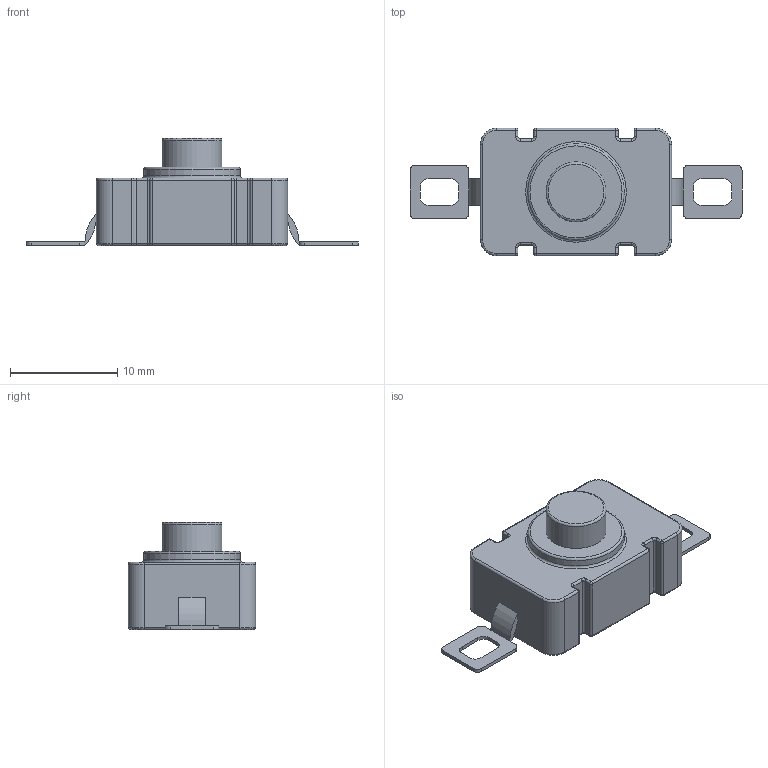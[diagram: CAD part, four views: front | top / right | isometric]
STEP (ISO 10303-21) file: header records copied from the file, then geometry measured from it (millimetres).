
FILE_DESCRIPTION(/* description */ (''),/* implementation_level */ '2;1');
FILE_NAME(/* name */ 'kan28 v10.step',/* time_stamp */ '2018-11-13T10:19:52+01:00',/* author */ (''),/* organization */ (''),/* preprocessor_version */ 'ST-DEVELOPER v17.2',/* originating_system */ 'Autodesk Translation Framework v7.6.0.251',/* authorisation */ '');
FILE_SCHEMA (('AUTOMOTIVE_DESIGN { 1 0 10303 214 3 1 1 }'));
Length unit declared in the file: millimetre
Products named in the file (1): kan28
Bounding box: 31 x 11.9 x 10 mm (x, y, z)
Volume: 1437.2 mm3; surface area: 1000.2 mm2
Topology: 3 solids, 3 shells, 175 faces, 400 edges, 233 vertices
Faces by surface type: cylinder 82, plane 50, torus 27, sphere 16
Full cylindrical faces by diameter (mm): 5.6 x1, 9 x1
Entity records: 4945 total; most frequent: DIRECTION 948, CARTESIAN_POINT 809, ORIENTED_EDGE 800, EDGE_CURVE 400, AXIS2_PLACEMENT_3D 372, VERTEX_POINT 233, LINE 204, VECTOR 204
